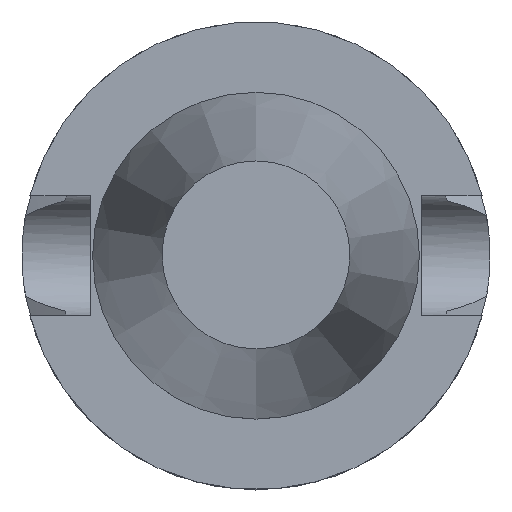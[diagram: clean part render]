
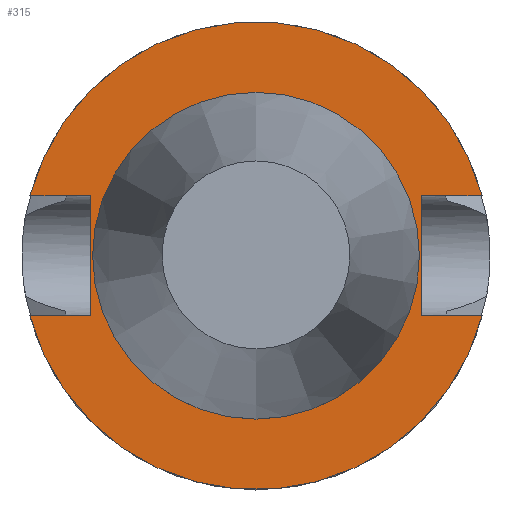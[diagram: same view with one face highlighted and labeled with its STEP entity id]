
A CAD part, top view. The second image highlights one B-rep face of the part: STEP entity #315.
In plain terms, the highlighted planar face has unit normal (0, 0, 1).
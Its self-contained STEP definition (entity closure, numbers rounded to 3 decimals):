
#123=EDGE_CURVE('240[2]',#354,#354,#355,.T.);
#153=EDGE_CURVE('240[2]',#401,#402,#403,.T.);
#194=EDGE_CURVE('240[2]',#464,#401,#465,.T.);
#196=EDGE_CURVE('240[2]',#402,#467,#468,.T.);
#229=EDGE_CURVE('240[2]',#486,#514,#515,.T.);
#242=EDGE_CURVE('240[2]',#470,#486,#532,.T.);
#244=EDGE_CURVE('240[2]',#514,#517,#534,.T.);
#297=EDGE_CURVE('240[2]',#517,#464,#601,.T.);
#305=EDGE_CURVE('240[2]',#467,#470,#611,.T.);
#315=ADVANCED_FACE('240[2]',(#622,#623),#624,.T.);
#354=VERTEX_POINT('',#660);
#355=CIRCLE('',#661,34.925);
#401=VERTEX_POINT('',#801);
#402=VERTEX_POINT('',#802);
#403=CIRCLE('',#803,50.);
#464=VERTEX_POINT('',#923);
#465=LINE('',#924,#925);
#467=VERTEX_POINT('',#928);
#468=LINE('',#929,#930);
#470=VERTEX_POINT('',#933);
#486=VERTEX_POINT('',#965);
#514=VERTEX_POINT('',#1019);
#515=CIRCLE('',#1020,50.);
#517=VERTEX_POINT('',#1023);
#532=LINE('',#1045,#1046);
#534=LINE('',#1049,#1050);
#601=LINE('',#1257,#1258);
#611=LINE('',#1273,#1274);
#622=FACE_OUTER_BOUND('',#1301,.T.);
#623=FACE_BOUND('',#1302,.T.);
#624=PLANE('',#1303);
#660=CARTESIAN_POINT('',(0.,34.925,-1.5));
#661=AXIS2_PLACEMENT_3D('',#1344,#1345,#1346);
#801=CARTESIAN_POINT('',(48.321,12.85,-1.5));
#802=CARTESIAN_POINT('',(-48.321,12.85,-1.5));
#803=AXIS2_PLACEMENT_3D('',#1393,#1394,#1395);
#923=CARTESIAN_POINT('',(35.4,12.85,-1.5));
#924=CARTESIAN_POINT('',(17.7,12.85,-1.5));
#925=VECTOR('',#1465,1.0);
#928=CARTESIAN_POINT('',(-35.4,12.85,-1.5));
#929=CARTESIAN_POINT('',(-17.7,12.85,-1.5));
#930=VECTOR('',#1466,1.0);
#933=CARTESIAN_POINT('',(-35.4,-12.85,-1.5));
#965=CARTESIAN_POINT('',(-48.321,-12.85,-1.5));
#1019=CARTESIAN_POINT('',(48.321,-12.85,-1.5));
#1020=AXIS2_PLACEMENT_3D('',#1520,#1521,#1522);
#1023=CARTESIAN_POINT('',(35.4,-12.85,-1.5));
#1045=CARTESIAN_POINT('',(-17.7,-12.85,-1.5));
#1046=VECTOR('',#1541,1.0);
#1049=CARTESIAN_POINT('',(17.7,-12.85,-1.5));
#1050=VECTOR('',#1542,1.0);
#1257=CARTESIAN_POINT('',(35.4,21.231,-1.5));
#1258=VECTOR('',#1608,1.0);
#1273=CARTESIAN_POINT('',(-35.4,14.806,-1.5));
#1274=VECTOR('',#1616,1.0);
#1301=EDGE_LOOP('',(#1627,#1628,#1629,#1630,#1631,#1632,#1633,#1634));
#1302=EDGE_LOOP('',(#1635));
#1303=AXIS2_PLACEMENT_3D('',#1636,#1637,#1638);
#1344=CARTESIAN_POINT('',(0.,0.,-1.5));
#1345=DIRECTION('',(0.,0.,1.0));
#1346=DIRECTION('',(0.,1.0,0.));
#1393=CARTESIAN_POINT('',(0.,0.,-1.5));
#1394=DIRECTION('',(0.,0.,1.0));
#1395=DIRECTION('',(0.,1.0,0.));
#1465=DIRECTION('',(1.0,-0.0,0.));
#1466=DIRECTION('',(1.0,-0.0,0.));
#1520=CARTESIAN_POINT('',(0.,0.,-1.5));
#1521=DIRECTION('',(0.,0.,1.0));
#1522=DIRECTION('',(0.,1.0,0.));
#1541=DIRECTION('',(-1.0,-0.0,0.));
#1542=DIRECTION('',(-1.0,-0.0,0.));
#1608=DIRECTION('',(0.0,1.0,0.));
#1616=DIRECTION('',(0.0,-1.0,0.));
#1627=ORIENTED_EDGE('',*,*,#242,.T.);
#1628=ORIENTED_EDGE('',*,*,#229,.T.);
#1629=ORIENTED_EDGE('',*,*,#244,.T.);
#1630=ORIENTED_EDGE('',*,*,#297,.T.);
#1631=ORIENTED_EDGE('',*,*,#194,.T.);
#1632=ORIENTED_EDGE('',*,*,#153,.T.);
#1633=ORIENTED_EDGE('',*,*,#196,.T.);
#1634=ORIENTED_EDGE('',*,*,#305,.T.);
#1635=ORIENTED_EDGE('',*,*,#123,.F.);
#1636=CARTESIAN_POINT('',(0.,42.463,-1.5));
#1637=DIRECTION('',(0.,0.,1.0));
#1638=DIRECTION('',(1.0,0.,0.0));
